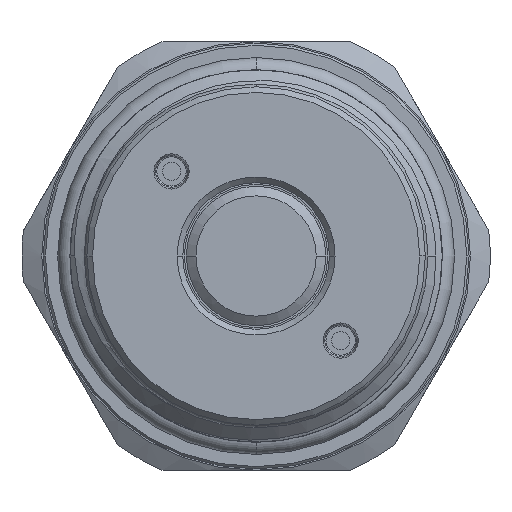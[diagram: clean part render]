
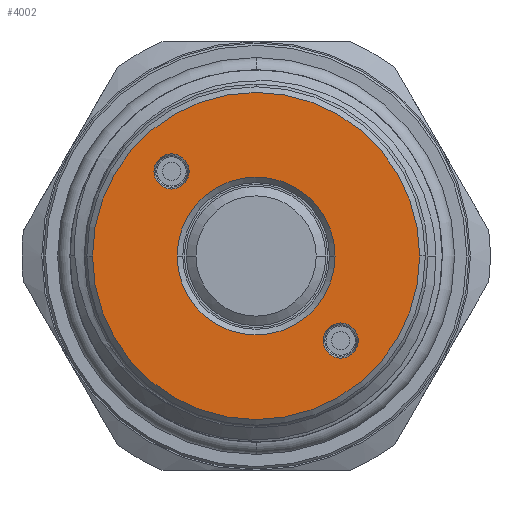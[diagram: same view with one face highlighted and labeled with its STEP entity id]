
A CAD part, left-side view. The second image highlights one B-rep face of the part: STEP entity #4002.
In plain terms, the highlighted planar face has unit normal (-1, 0, 0).
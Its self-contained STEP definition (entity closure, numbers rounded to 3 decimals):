
#165 = DIRECTION ( 'NONE',  ( 1., 0., 0. ) ) ;
#1069 = VERTEX_POINT ( 'NONE', #5502 ) ;
#1081 = CARTESIAN_POINT ( 'NONE',  ( 0., 0., 0. ) ) ;
#1136 = DIRECTION ( 'NONE',  ( 0., 0., 1. ) ) ;
#1160 = ORIENTED_EDGE ( 'NONE', *, *, #8135, .T. ) ;
#1170 = PLANE ( 'NONE',  #1359 ) ;
#1359 = AXIS2_PLACEMENT_3D ( 'NONE', #4192, #11756, #7982 ) ;
#1401 = AXIS2_PLACEMENT_3D ( 'NONE', #8462, #9421, #9340 ) ;
#1673 = EDGE_CURVE ( 'NONE', #4355, #8859, #12049, .T. ) ;
#1697 = CIRCLE ( 'NONE', #1401, 1.561 ) ;
#1805 = CARTESIAN_POINT ( 'NONE',  ( 0., 0., 0. ) ) ;
#1831 = DIRECTION ( 'NONE',  ( -1., 0., 0. ) ) ;
#1933 = DIRECTION ( 'NONE',  ( 0., 1., 0. ) ) ;
#1972 = ORIENTED_EDGE ( 'NONE', *, *, #3236, .F. ) ;
#2081 = EDGE_CURVE ( 'NONE', #8859, #4355, #8574, .T. ) ;
#2167 = ORIENTED_EDGE ( 'NONE', *, *, #10039, .T. ) ;
#2519 = CARTESIAN_POINT ( 'NONE',  ( 0., 7.495, 9.056 ) ) ;
#2733 = EDGE_CURVE ( 'NONE', #8262, #7660, #4465, .T. ) ;
#2989 = CARTESIAN_POINT ( 'NONE',  ( 0., 0., 0. ) ) ;
#3236 = EDGE_CURVE ( 'NONE', #1069, #6976, #10960, .T. ) ;
#3628 = CARTESIAN_POINT ( 'NONE',  ( 0., 0., 0. ) ) ;
#3964 = AXIS2_PLACEMENT_3D ( 'NONE', #8703, #1831, #4882 ) ;
#4002 = ADVANCED_FACE ( 'NONE', ( #5355, #7958, #12468, #9911 ), #1170, .F. ) ;
#4169 = DIRECTION ( 'NONE',  ( -1., 0., 0. ) ) ;
#4192 = CARTESIAN_POINT ( 'NONE',  ( 0., 0., 0. ) ) ;
#4355 = VERTEX_POINT ( 'NONE', #2519 ) ;
#4465 = CIRCLE ( 'NONE', #10201, 14.5 ) ;
#4562 = CARTESIAN_POINT ( 'NONE',  ( 0., -7.495, -9.056 ) ) ;
#4882 = DIRECTION ( 'NONE',  ( 0., 0., -1. ) ) ;
#5080 = DIRECTION ( 'NONE',  ( -1., 0., 0. ) ) ;
#5187 = ORIENTED_EDGE ( 'NONE', *, *, #6595, .T. ) ;
#5192 = VERTEX_POINT ( 'NONE', #10881 ) ;
#5266 = ORIENTED_EDGE ( 'NONE', *, *, #9041, .F. ) ;
#5355 = FACE_BOUND ( 'NONE', #9653, .T. ) ;
#5502 = CARTESIAN_POINT ( 'NONE',  ( 0., -7.495, -5.935 ) ) ;
#5619 = AXIS2_PLACEMENT_3D ( 'NONE', #2989, #12562, #1933 ) ;
#5622 = DIRECTION ( 'NONE',  ( -1., 0., 0. ) ) ;
#5773 = CIRCLE ( 'NONE', #7437, 14.5 ) ;
#5780 = VERTEX_POINT ( 'NONE', #7266 ) ;
#5784 = EDGE_LOOP ( 'NONE', ( #1160, #5187 ) ) ;
#5856 = EDGE_LOOP ( 'NONE', ( #10012, #2167 ) ) ;
#5915 = CARTESIAN_POINT ( 'NONE',  ( 0., 14.5, 0. ) ) ;
#6595 = EDGE_CURVE ( 'NONE', #5192, #5780, #12186, .T. ) ;
#6635 = ORIENTED_EDGE ( 'NONE', *, *, #2081, .F. ) ;
#6661 = DIRECTION ( 'NONE',  ( -1., 0., 0. ) ) ;
#6976 = VERTEX_POINT ( 'NONE', #4562 ) ;
#7033 = CIRCLE ( 'NONE', #5619, 7. ) ;
#7060 = AXIS2_PLACEMENT_3D ( 'NONE', #9029, #5080, #1136 ) ;
#7266 = CARTESIAN_POINT ( 'NONE',  ( 0., -7., 0. ) ) ;
#7437 = AXIS2_PLACEMENT_3D ( 'NONE', #3628, #6661, #12478 ) ;
#7660 = VERTEX_POINT ( 'NONE', #10461 ) ;
#7933 = DIRECTION ( 'NONE',  ( 0., 1., 0. ) ) ;
#7958 = FACE_BOUND ( 'NONE', #5784, .T. ) ;
#7982 = DIRECTION ( 'NONE',  ( 0., 1., 0. ) ) ;
#8135 = EDGE_CURVE ( 'NONE', #5780, #5192, #7033, .T. ) ;
#8180 = CARTESIAN_POINT ( 'NONE',  ( 0., 7.495, 5.935 ) ) ;
#8262 = VERTEX_POINT ( 'NONE', #5915 ) ;
#8462 = CARTESIAN_POINT ( 'NONE',  ( 0., -7.495, -7.495 ) ) ;
#8574 = CIRCLE ( 'NONE', #7060, 1.561 ) ;
#8703 = CARTESIAN_POINT ( 'NONE',  ( 0., -7.495, -7.495 ) ) ;
#8859 = VERTEX_POINT ( 'NONE', #8180 ) ;
#9029 = CARTESIAN_POINT ( 'NONE',  ( 0., 7.495, 7.495 ) ) ;
#9041 = EDGE_CURVE ( 'NONE', #6976, #1069, #1697, .T. ) ;
#9340 = DIRECTION ( 'NONE',  ( 0., 0., -1. ) ) ;
#9421 = DIRECTION ( 'NONE',  ( -1., 0., 0. ) ) ;
#9653 = EDGE_LOOP ( 'NONE', ( #10398, #6635 ) ) ;
#9767 = AXIS2_PLACEMENT_3D ( 'NONE', #1081, #165, #7933 ) ;
#9911 = FACE_BOUND ( 'NONE', #11543, .T. ) ;
#9969 = CARTESIAN_POINT ( 'NONE',  ( 0., 7.495, 7.495 ) ) ;
#10012 = ORIENTED_EDGE ( 'NONE', *, *, #2733, .T. ) ;
#10039 = EDGE_CURVE ( 'NONE', #7660, #8262, #5773, .T. ) ;
#10201 = AXIS2_PLACEMENT_3D ( 'NONE', #1805, #5622, #12383 ) ;
#10398 = ORIENTED_EDGE ( 'NONE', *, *, #1673, .F. ) ;
#10430 = AXIS2_PLACEMENT_3D ( 'NONE', #9969, #4169, #11900 ) ;
#10461 = CARTESIAN_POINT ( 'NONE',  ( 0., -14.5, 0. ) ) ;
#10881 = CARTESIAN_POINT ( 'NONE',  ( 0., 7., 0. ) ) ;
#10960 = CIRCLE ( 'NONE', #3964, 1.561 ) ;
#11543 = EDGE_LOOP ( 'NONE', ( #5266, #1972 ) ) ;
#11756 = DIRECTION ( 'NONE',  ( 1., 0., 0. ) ) ;
#11900 = DIRECTION ( 'NONE',  ( 0., 0., 1. ) ) ;
#12049 = CIRCLE ( 'NONE', #10430, 1.561 ) ;
#12186 = CIRCLE ( 'NONE', #9767, 7. ) ;
#12383 = DIRECTION ( 'NONE',  ( 0., 1., 0. ) ) ;
#12468 = FACE_OUTER_BOUND ( 'NONE', #5856, .T. ) ;
#12478 = DIRECTION ( 'NONE',  ( 0., 1., 0. ) ) ;
#12562 = DIRECTION ( 'NONE',  ( 1., 0., 0. ) ) ;
